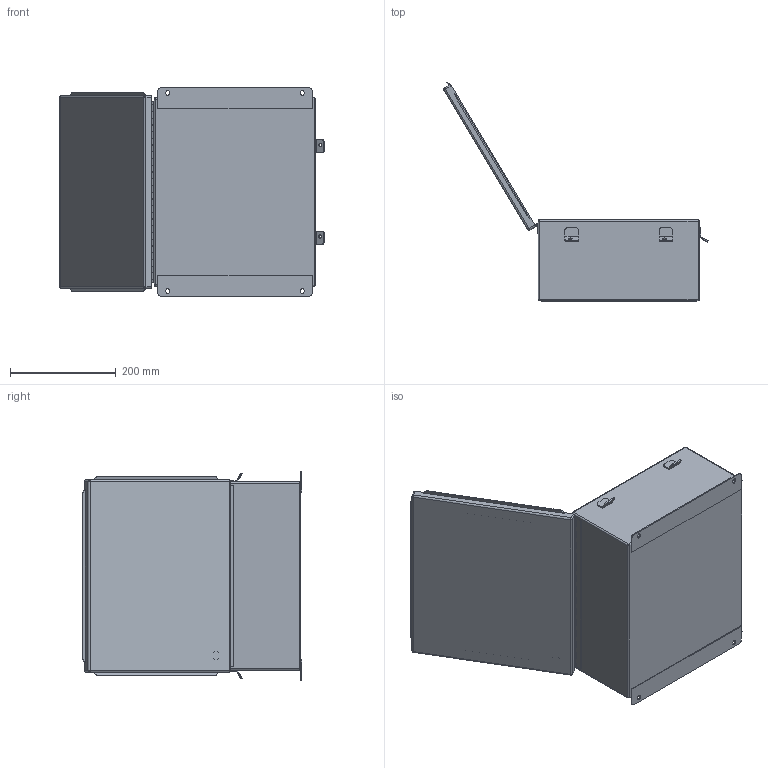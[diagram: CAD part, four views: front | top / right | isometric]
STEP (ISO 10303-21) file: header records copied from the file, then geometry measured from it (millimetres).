
FILE_DESCRIPTION (( 'STEP AP214' ), '1' );
FILE_NAME ('NBS141206.STEP', '2018-02-07T19:02:33', ( '' ), ( '' ), 'SwSTEP 2.0', 'SolidWorks 2017', '' );
FILE_SCHEMA (( 'AUTOMOTIVE_DESIGN' ));
Length unit declared in the file: inch
Products named in the file (5): NBS141206_Lid; NBS141206_Box; NBS141206_LatchTab; NBS141206; NBS141206_Hinge
Assembly tree (10 placements, depth 2):
  NBS141206
    NBS141206_Box
    NBS141206_Hinge  x2
    NBS141206_Lid
    NBS141206_LatchTab  x6
Bounding box: 499.14 x 414.63 x 393.19 mm (x, y, z)
Volume: 1138855.9 mm3; surface area: 987174.3 mm2
Topology: 10 solids, 10 shells, 534 faces, 1415 edges, 900 vertices
Faces by surface type: plane 258, cylinder 252, sphere 24
Entity records: 14523 total; most frequent: DIRECTION 1853, CARTESIAN_POINT 1722, ORIENTED_EDGE 1678, EDGE_CURVE 839, AXIS2_PLACEMENT_3D 663, VERTEX_POINT 532, LINE 527, VECTOR 527
